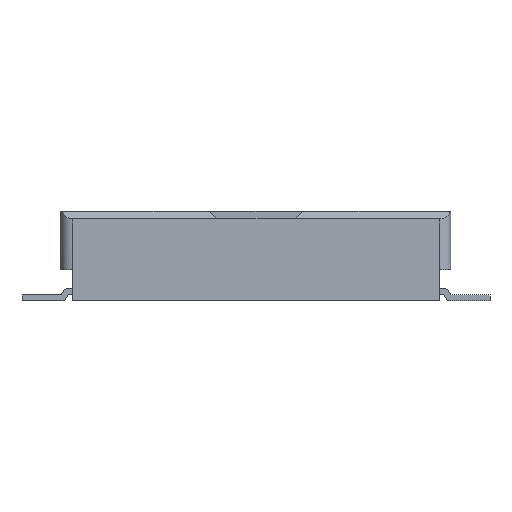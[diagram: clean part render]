
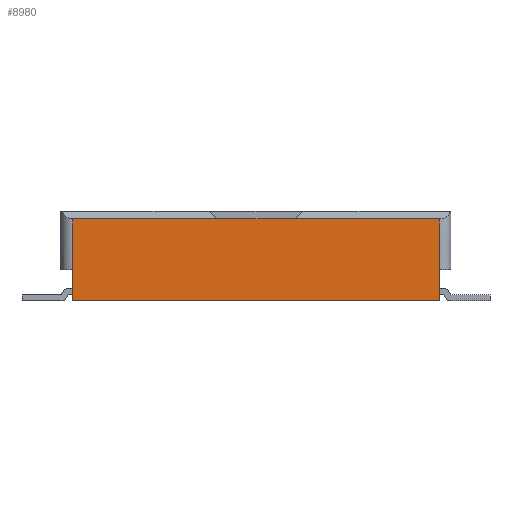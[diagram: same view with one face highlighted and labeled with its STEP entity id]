
A CAD part, left-side view. The second image highlights one B-rep face of the part: STEP entity #8980.
In plain terms, the highlighted planar face has unit normal (-1, 0, 0).
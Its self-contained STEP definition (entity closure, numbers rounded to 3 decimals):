
#167 = VERTEX_POINT('',#168);
#168 = CARTESIAN_POINT('',(-5.05,-2.35,0.4));
#1586 = EDGE_CURVE('',#167,#1587,#1589,.T.);
#1587 = VERTEX_POINT('',#1588);
#1588 = CARTESIAN_POINT('',(-5.05,-2.35,1.05));
#1589 = LINE('',#1590,#1591);
#1590 = CARTESIAN_POINT('',(-5.05,-2.35,0.));
#1591 = VECTOR('',#1592,1.);
#1592 = DIRECTION('',(0.,0.,1.));
#1610 = VERTEX_POINT('',#1611);
#1611 = CARTESIAN_POINT('',(-5.05,-2.35,0.));
#1626 = EDGE_CURVE('',#167,#1610,#1627,.T.);
#1627 = LINE('',#1628,#1629);
#1628 = CARTESIAN_POINT('',(-5.05,-2.35,0.4));
#1629 = VECTOR('',#1630,1.);
#1630 = DIRECTION('',(0.,0.,-1.));
#2232 = VERTEX_POINT('',#2233);
#2233 = CARTESIAN_POINT('',(-5.05,-0.501,1.05));
#2241 = EDGE_CURVE('',#2232,#1587,#2242,.T.);
#2242 = LINE('',#2243,#2244);
#2243 = CARTESIAN_POINT('',(-5.05,2.5,1.05));
#2244 = VECTOR('',#2245,1.);
#2245 = DIRECTION('',(0.,-1.,0.));
#8980 = ADVANCED_FACE('',(#8981),#9024,.F.);
#8981 = FACE_BOUND('',#8982,.F.);
#8982 = EDGE_LOOP('',(#8983,#8993,#8999,#9000,#9001,#9002,#9010,#9018));
#8983 = ORIENTED_EDGE('',*,*,#8984,.T.);
#8984 = EDGE_CURVE('',#8985,#8987,#8989,.T.);
#8985 = VERTEX_POINT('',#8986);
#8986 = CARTESIAN_POINT('',(-5.05,2.35,1.05));
#8987 = VERTEX_POINT('',#8988);
#8988 = CARTESIAN_POINT('',(-5.05,0.501,1.05));
#8989 = LINE('',#8990,#8991);
#8990 = CARTESIAN_POINT('',(-5.05,2.5,1.05));
#8991 = VECTOR('',#8992,1.);
#8992 = DIRECTION('',(0.,-1.,0.));
#8993 = ORIENTED_EDGE('',*,*,#8994,.T.);
#8994 = EDGE_CURVE('',#8987,#2232,#8995,.T.);
#8995 = LINE('',#8996,#8997);
#8996 = CARTESIAN_POINT('',(-5.05,2.5,1.05));
#8997 = VECTOR('',#8998,1.);
#8998 = DIRECTION('',(0.,-1.,0.));
#8999 = ORIENTED_EDGE('',*,*,#2241,.T.);
#9000 = ORIENTED_EDGE('',*,*,#1586,.F.);
#9001 = ORIENTED_EDGE('',*,*,#1626,.T.);
#9002 = ORIENTED_EDGE('',*,*,#9003,.F.);
#9003 = EDGE_CURVE('',#9004,#1610,#9006,.T.);
#9004 = VERTEX_POINT('',#9005);
#9005 = CARTESIAN_POINT('',(-5.05,2.35,0.));
#9006 = LINE('',#9007,#9008);
#9007 = CARTESIAN_POINT('',(-5.05,2.5,0.));
#9008 = VECTOR('',#9009,1.);
#9009 = DIRECTION('',(0.,-1.,0.));
#9010 = ORIENTED_EDGE('',*,*,#9011,.F.);
#9011 = EDGE_CURVE('',#9012,#9004,#9014,.T.);
#9012 = VERTEX_POINT('',#9013);
#9013 = CARTESIAN_POINT('',(-5.05,2.35,0.4));
#9014 = LINE('',#9015,#9016);
#9015 = CARTESIAN_POINT('',(-5.05,2.35,0.4));
#9016 = VECTOR('',#9017,1.);
#9017 = DIRECTION('',(-0.,0.,-1.));
#9018 = ORIENTED_EDGE('',*,*,#9019,.T.);
#9019 = EDGE_CURVE('',#9012,#8985,#9020,.T.);
#9020 = LINE('',#9021,#9022);
#9021 = CARTESIAN_POINT('',(-5.05,2.35,0.));
#9022 = VECTOR('',#9023,1.);
#9023 = DIRECTION('',(0.,0.,1.));
#9024 = PLANE('',#9025);
#9025 = AXIS2_PLACEMENT_3D('',#9026,#9027,#9028);
#9026 = CARTESIAN_POINT('',(-5.05,2.5,0.));
#9027 = DIRECTION('',(1.,0.,0.));
#9028 = DIRECTION('',(0.,-1.,0.));
